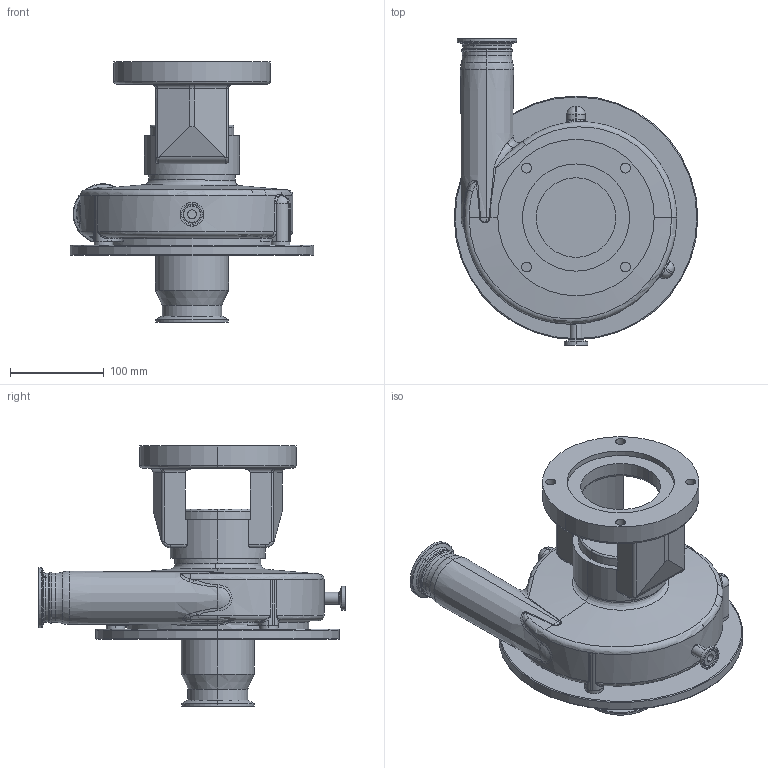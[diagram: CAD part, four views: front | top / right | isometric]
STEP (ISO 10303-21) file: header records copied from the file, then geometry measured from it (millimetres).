
FILE_DESCRIPTION (( 'STEP AP214' ), '1' );
FILE_NAME ('FPR 3531-3532 56-140TC VERT 1-2 IN STR DRAIN.STEP', '2022-12-20T19:38:02', ( '' ), ( '' ), 'SwSTEP 2.0', 'SolidWorks 2021', '' );
FILE_SCHEMA (( 'AUTOMOTIVE_DESIGN' ));
Length unit declared in the file: millimetre
Products named in the file (1): FPR 3531-3532 56-140TC VERT 1-2 IN STR DRAIN
Bounding box: 260 x 327 x 277.5 mm (x, y, z)
Volume: 3646756.2 mm3; surface area: 395408.8 mm2
Topology: 1 solids, 2 shells, 368 faces, 867 edges, 506 vertices
Faces by surface type: cylinder 124, torus 82, plane 62, bspline 55, cone 33, sphere 12
Entity records: 15502 total; most frequent: CARTESIAN_POINT 7326, DIRECTION 1746, ORIENTED_EDGE 1718, EDGE_CURVE 859, AXIS2_PLACEMENT_3D 755, VERTEX_POINT 505, CIRCLE 441, EDGE_LOOP 398
